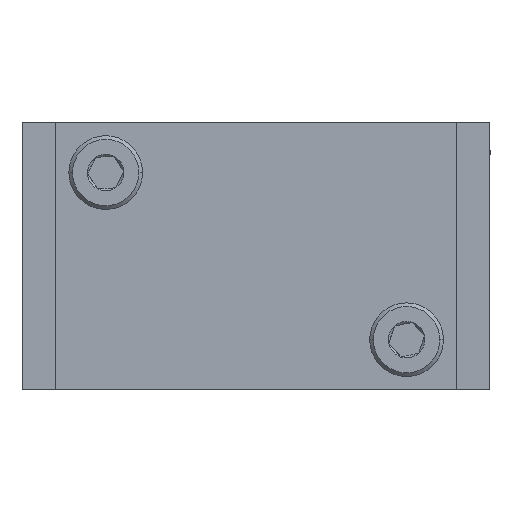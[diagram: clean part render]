
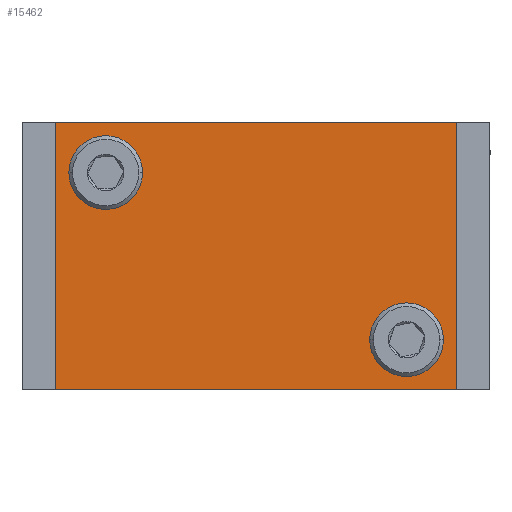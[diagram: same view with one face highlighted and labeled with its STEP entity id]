
A CAD part, left-side view. The second image highlights one B-rep face of the part: STEP entity #15462.
In plain terms, the highlighted planar face has unit normal (-1, 0, 0).
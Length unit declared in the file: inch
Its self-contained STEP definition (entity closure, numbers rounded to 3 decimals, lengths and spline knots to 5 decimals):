
#1398 = CARTESIAN_POINT ( 'NONE',  ( -1.951, -0.563, -0.313 ) ) ;
#1502 = DIRECTION ( 'NONE',  ( 0., 0., 1. ) ) ;
#2237 = DIRECTION ( 'NONE',  ( 0., 0., -1. ) ) ;
#2910 = AXIS2_PLACEMENT_3D ( 'NONE', #91896, #92540, #43643 ) ;
#6534 = AXIS2_PLACEMENT_3D ( 'NONE', #12421, #12073, #34984 ) ;
#10437 = DIRECTION ( 'NONE',  ( 0., 1., 0. ) ) ;
#12025 = EDGE_CURVE ( 'NONE', #92464, #56911, #86820, .T. ) ;
#12073 = DIRECTION ( 'NONE',  ( 1., 0., 0. ) ) ;
#12421 = CARTESIAN_POINT ( 'NONE',  ( -1.951, 0.562, 0.312 ) ) ;
#12621 = VERTEX_POINT ( 'NONE', #81836 ) ;
#14728 = DIRECTION ( 'NONE',  ( 0., 0., 1. ) ) ;
#15462 = ADVANCED_FACE ( 'NONE', ( #69389, #49085, #71791 ), #68566, .T. ) ;
#16841 = CARTESIAN_POINT ( 'NONE',  ( -1.951, -0.563, -0.313 ) ) ;
#17994 = CIRCLE ( 'NONE', #27522, 0.12402 ) ;
#18144 = CARTESIAN_POINT ( 'NONE',  ( -1.951, 0.562, 0.312 ) ) ;
#18250 = LINE ( 'NONE', #86630, #72209 ) ;
#18712 = CARTESIAN_POINT ( 'NONE',  ( -1.951, -0.563, -0.18898 ) ) ;
#19529 = CIRCLE ( 'NONE', #6534, 0.12402 ) ;
#21444 = EDGE_CURVE ( 'NONE', #74317, #46492, #18250, .T. ) ;
#27522 = AXIS2_PLACEMENT_3D ( 'NONE', #18144, #71786, #71447 ) ;
#29549 = EDGE_CURVE ( 'NONE', #12621, #61802, #17994, .T. ) ;
#29822 = EDGE_CURVE ( 'NONE', #81506, #74317, #74291, .T. ) ;
#30497 = ORIENTED_EDGE ( 'NONE', *, *, #29549, .T. ) ;
#31539 = CARTESIAN_POINT ( 'NONE',  ( -1.951, -0.75, -0.5 ) ) ;
#32838 = LINE ( 'NONE', #42466, #35280 ) ;
#34984 = DIRECTION ( 'NONE',  ( 0., 0., 1. ) ) ;
#35280 = VECTOR ( 'NONE', #72229, 39.37008 ) ;
#36231 = EDGE_CURVE ( 'NONE', #56911, #92464, #73210, .T. ) ;
#38814 = ORIENTED_EDGE ( 'NONE', *, *, #12025, .T. ) ;
#39223 = AXIS2_PLACEMENT_3D ( 'NONE', #1398, #93357, #63367 ) ;
#39586 = ORIENTED_EDGE ( 'NONE', *, *, #21444, .T. ) ;
#42466 = CARTESIAN_POINT ( 'NONE',  ( -1.951, 0., -0.5 ) ) ;
#43643 = DIRECTION ( 'NONE',  ( 0., 0., 1. ) ) ;
#43817 = LINE ( 'NONE', #48162, #60582 ) ;
#46453 = EDGE_CURVE ( 'NONE', #76849, #81506, #32838, .T. ) ;
#46492 = VERTEX_POINT ( 'NONE', #71899 ) ;
#46739 = VECTOR ( 'NONE', #14728, 39.37008 ) ;
#47511 = ORIENTED_EDGE ( 'NONE', *, *, #62582, .T. ) ;
#48162 = CARTESIAN_POINT ( 'NONE',  ( -1.951, 0.75, 0. ) ) ;
#48755 = CARTESIAN_POINT ( 'NONE',  ( -1.951, 0.75, -0.5 ) ) ;
#49085 = FACE_BOUND ( 'NONE', #74315, .T. ) ;
#54474 = ORIENTED_EDGE ( 'NONE', *, *, #46453, .T. ) ;
#55143 = EDGE_LOOP ( 'NONE', ( #90035, #38814 ) ) ;
#55560 = ORIENTED_EDGE ( 'NONE', *, *, #90759, .T. ) ;
#56911 = VERTEX_POINT ( 'NONE', #18712 ) ;
#57681 = EDGE_LOOP ( 'NONE', ( #39586, #55560, #54474, #70221 ) ) ;
#60582 = VECTOR ( 'NONE', #2237, 39.37008 ) ;
#61802 = VERTEX_POINT ( 'NONE', #76538 ) ;
#62582 = EDGE_CURVE ( 'NONE', #61802, #12621, #19529, .T. ) ;
#63367 = DIRECTION ( 'NONE',  ( 0., 0., 1. ) ) ;
#68566 = PLANE ( 'NONE',  #2910 ) ;
#69389 = FACE_BOUND ( 'NONE', #55143, .T. ) ;
#70221 = ORIENTED_EDGE ( 'NONE', *, *, #29822, .T. ) ;
#71447 = DIRECTION ( 'NONE',  ( 0., 0., 1. ) ) ;
#71786 = DIRECTION ( 'NONE',  ( 1., 0., 0. ) ) ;
#71791 = FACE_OUTER_BOUND ( 'NONE', #57681, .T. ) ;
#71899 = CARTESIAN_POINT ( 'NONE',  ( -1.951, 0.75, 0.5 ) ) ;
#72209 = VECTOR ( 'NONE', #10437, 39.37008 ) ;
#72229 = DIRECTION ( 'NONE',  ( 0., -1., 0. ) ) ;
#73210 = CIRCLE ( 'NONE', #93397, 0.12402 ) ;
#74291 = LINE ( 'NONE', #85017, #46739 ) ;
#74315 = EDGE_LOOP ( 'NONE', ( #30497, #47511 ) ) ;
#74317 = VERTEX_POINT ( 'NONE', #92033 ) ;
#76538 = CARTESIAN_POINT ( 'NONE',  ( -1.951, 0.562, 0.18798 ) ) ;
#76849 = VERTEX_POINT ( 'NONE', #48755 ) ;
#78442 = DIRECTION ( 'NONE',  ( 1., 0., 0. ) ) ;
#81506 = VERTEX_POINT ( 'NONE', #31539 ) ;
#81836 = CARTESIAN_POINT ( 'NONE',  ( -1.951, 0.562, 0.43602 ) ) ;
#85017 = CARTESIAN_POINT ( 'NONE',  ( -1.951, -0.75, 0. ) ) ;
#86630 = CARTESIAN_POINT ( 'NONE',  ( -1.951, 0., 0.5 ) ) ;
#86820 = CIRCLE ( 'NONE', #39223, 0.12402 ) ;
#90035 = ORIENTED_EDGE ( 'NONE', *, *, #36231, .T. ) ;
#90759 = EDGE_CURVE ( 'NONE', #46492, #76849, #43817, .T. ) ;
#91896 = CARTESIAN_POINT ( 'NONE',  ( -1.951, -0.75, -0.5 ) ) ;
#92033 = CARTESIAN_POINT ( 'NONE',  ( -1.951, -0.75, 0.5 ) ) ;
#92464 = VERTEX_POINT ( 'NONE', #96524 ) ;
#92540 = DIRECTION ( 'NONE',  ( -1., 0., 0. ) ) ;
#93357 = DIRECTION ( 'NONE',  ( 1., 0., 0. ) ) ;
#93397 = AXIS2_PLACEMENT_3D ( 'NONE', #16841, #78442, #1502 ) ;
#96524 = CARTESIAN_POINT ( 'NONE',  ( -1.951, -0.563, -0.43702 ) ) ;
